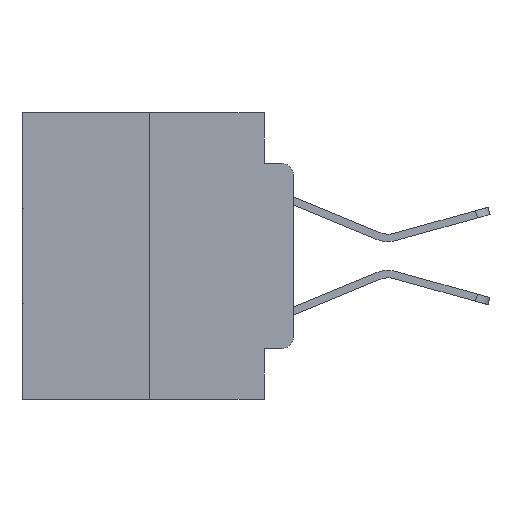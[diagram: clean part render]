
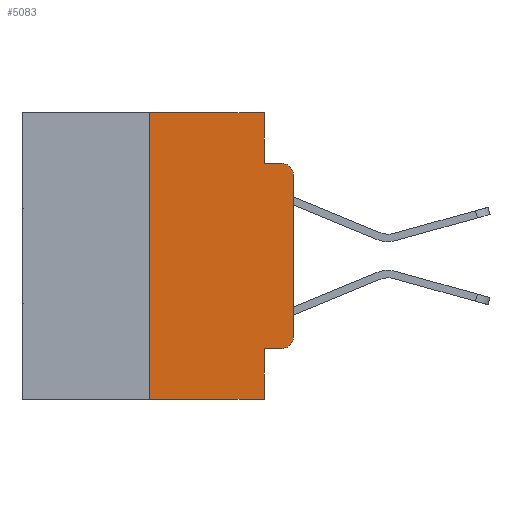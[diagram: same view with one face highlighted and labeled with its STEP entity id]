
A CAD part, left-side view. The second image highlights one B-rep face of the part: STEP entity #5083.
In plain terms, the highlighted planar face has unit normal (-1, 0, 0).
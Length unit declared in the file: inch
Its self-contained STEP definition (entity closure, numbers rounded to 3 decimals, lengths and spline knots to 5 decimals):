
#295 = EDGE_CURVE ( 'NONE', #19990, #8542, #27587, .T. ) ;
#650 = CARTESIAN_POINT ( 'NONE',  ( 0., 0., -0.1085 ) ) ;
#2195 = ORIENTED_EDGE ( 'NONE', *, *, #10401, .F. ) ;
#2759 = EDGE_CURVE ( 'NONE', #22904, #18005, #18159, .T. ) ;
#3330 = CARTESIAN_POINT ( 'NONE',  ( 0., 0.051, -0.4115 ) ) ;
#3469 = LINE ( 'NONE', #3330, #19126 ) ;
#3650 = CARTESIAN_POINT ( 'NONE',  ( 0., 0.25, -0.5 ) ) ;
#3771 = VERTEX_POINT ( 'NONE', #12311 ) ;
#4399 = VECTOR ( 'NONE', #25402, 39.37008 ) ;
#5083 = ADVANCED_FACE ( 'NONE', ( #20445 ), #12415, .F. ) ;
#5729 = VECTOR ( 'NONE', #18759, 39.37008 ) ;
#5967 = EDGE_CURVE ( 'NONE', #8542, #22904, #7752, .T. ) ;
#6165 = VERTEX_POINT ( 'NONE', #650 ) ;
#6356 = EDGE_CURVE ( 'NONE', #17692, #3771, #3469, .T. ) ;
#6383 = CARTESIAN_POINT ( 'NONE',  ( 0., 0.051, -0.0885 ) ) ;
#6786 = ORIENTED_EDGE ( 'NONE', *, *, #5967, .F. ) ;
#6996 = CARTESIAN_POINT ( 'NONE',  ( 0., 0.051, -0.5 ) ) ;
#7017 = VERTEX_POINT ( 'NONE', #3650 ) ;
#7254 = VECTOR ( 'NONE', #9037, 39.37008 ) ;
#7527 = VECTOR ( 'NONE', #15534, 39.37008 ) ;
#7544 = DIRECTION ( 'NONE',  ( 0., 0., -1. ) ) ;
#7638 = CARTESIAN_POINT ( 'NONE',  ( 0., 0.473, 0. ) ) ;
#7752 = LINE ( 'NONE', #15669, #8461 ) ;
#8001 = CARTESIAN_POINT ( 'NONE',  ( 0., 0., -0.3915 ) ) ;
#8455 = ORIENTED_EDGE ( 'NONE', *, *, #11943, .T. ) ;
#8461 = VECTOR ( 'NONE', #15278, 39.37008 ) ;
#8542 = VERTEX_POINT ( 'NONE', #16183 ) ;
#8561 = CARTESIAN_POINT ( 'NONE',  ( 0., 0.02, -0.3915 ) ) ;
#8619 = DIRECTION ( 'NONE',  ( 0., 0., -1. ) ) ;
#8654 = DIRECTION ( 'NONE',  ( 0., 0., -1. ) ) ;
#9037 = DIRECTION ( 'NONE',  ( 0., -1., 0. ) ) ;
#9215 = CARTESIAN_POINT ( 'NONE',  ( 0., 0.02, -0.0885 ) ) ;
#9390 = LINE ( 'NONE', #16357, #4399 ) ;
#10019 = LINE ( 'NONE', #20930, #5729 ) ;
#10401 = EDGE_CURVE ( 'NONE', #7017, #19990, #16698, .T. ) ;
#10609 = DIRECTION ( 'NONE',  ( -1., 0., 0. ) ) ;
#11620 = EDGE_CURVE ( 'NONE', #6165, #18005, #20087, .T. ) ;
#11943 = EDGE_CURVE ( 'NONE', #7017, #22478, #9390, .T. ) ;
#12311 = CARTESIAN_POINT ( 'NONE',  ( 0., 0.02, -0.4115 ) ) ;
#12415 = PLANE ( 'NONE',  #20393 ) ;
#12931 = EDGE_CURVE ( 'NONE', #3771, #19771, #21747, .T. ) ;
#13405 = EDGE_CURVE ( 'NONE', #19771, #6165, #10019, .T. ) ;
#13893 = ORIENTED_EDGE ( 'NONE', *, *, #11620, .T. ) ;
#14076 = ORIENTED_EDGE ( 'NONE', *, *, #295, .F. ) ;
#14726 = ORIENTED_EDGE ( 'NONE', *, *, #12931, .T. ) ;
#15278 = DIRECTION ( 'NONE',  ( 0., 0., -1. ) ) ;
#15412 = DIRECTION ( 'NONE',  ( -1., 0., 0. ) ) ;
#15534 = DIRECTION ( 'NONE',  ( 0., 0., -1. ) ) ;
#15669 = CARTESIAN_POINT ( 'NONE',  ( 0., 0.051, 0. ) ) ;
#16125 = AXIS2_PLACEMENT_3D ( 'NONE', #19672, #10609, #8619 ) ;
#16183 = CARTESIAN_POINT ( 'NONE',  ( 0., 0.051, 0. ) ) ;
#16357 = CARTESIAN_POINT ( 'NONE',  ( 0., 0.473, -0.5 ) ) ;
#16698 = LINE ( 'NONE', #17540, #23438 ) ;
#17439 = DIRECTION ( 'NONE',  ( 0., -1., 0. ) ) ;
#17531 = CARTESIAN_POINT ( 'NONE',  ( 0., 0.051, -0.0885 ) ) ;
#17540 = CARTESIAN_POINT ( 'NONE',  ( 0., 0.25, 0. ) ) ;
#17692 = VERTEX_POINT ( 'NONE', #24133 ) ;
#17805 = VECTOR ( 'NONE', #17439, 39.37008 ) ;
#18005 = VERTEX_POINT ( 'NONE', #9215 ) ;
#18159 = LINE ( 'NONE', #17531, #17805 ) ;
#18759 = DIRECTION ( 'NONE',  ( 0., 0., 1. ) ) ;
#19126 = VECTOR ( 'NONE', #26092, 39.37008 ) ;
#19672 = CARTESIAN_POINT ( 'NONE',  ( 0., 0.02, -0.1085 ) ) ;
#19771 = VERTEX_POINT ( 'NONE', #8001 ) ;
#19985 = LINE ( 'NONE', #28890, #7527 ) ;
#19990 = VERTEX_POINT ( 'NONE', #20505 ) ;
#20087 = CIRCLE ( 'NONE', #16125, 0.02 ) ;
#20393 = AXIS2_PLACEMENT_3D ( 'NONE', #7638, #23755, #7544 ) ;
#20445 = FACE_OUTER_BOUND ( 'NONE', #28040, .T. ) ;
#20505 = CARTESIAN_POINT ( 'NONE',  ( 0., 0.25, 0. ) ) ;
#20645 = CARTESIAN_POINT ( 'NONE',  ( 0., 0.473, 0. ) ) ;
#20930 = CARTESIAN_POINT ( 'NONE',  ( 0., 0., 0. ) ) ;
#21233 = ORIENTED_EDGE ( 'NONE', *, *, #13405, .T. ) ;
#21747 = CIRCLE ( 'NONE', #24538, 0.02 ) ;
#22190 = DIRECTION ( 'NONE',  ( 0., 0., 1. ) ) ;
#22227 = ORIENTED_EDGE ( 'NONE', *, *, #2759, .F. ) ;
#22478 = VERTEX_POINT ( 'NONE', #6996 ) ;
#22806 = EDGE_CURVE ( 'NONE', #17692, #22478, #19985, .T. ) ;
#22904 = VERTEX_POINT ( 'NONE', #6383 ) ;
#23438 = VECTOR ( 'NONE', #22190, 39.37008 ) ;
#23744 = ORIENTED_EDGE ( 'NONE', *, *, #22806, .F. ) ;
#23755 = DIRECTION ( 'NONE',  ( 1., 0., 0. ) ) ;
#24133 = CARTESIAN_POINT ( 'NONE',  ( 0., 0.051, -0.4115 ) ) ;
#24538 = AXIS2_PLACEMENT_3D ( 'NONE', #8561, #15412, #8654 ) ;
#25402 = DIRECTION ( 'NONE',  ( 0., -1., 0. ) ) ;
#26092 = DIRECTION ( 'NONE',  ( 0., -1., 0. ) ) ;
#26568 = ORIENTED_EDGE ( 'NONE', *, *, #6356, .T. ) ;
#27587 = LINE ( 'NONE', #20645, #7254 ) ;
#28040 = EDGE_LOOP ( 'NONE', ( #21233, #13893, #22227, #6786, #14076, #2195, #8455, #23744, #26568, #14726 ) ) ;
#28890 = CARTESIAN_POINT ( 'NONE',  ( 0., 0.051, 0. ) ) ;
